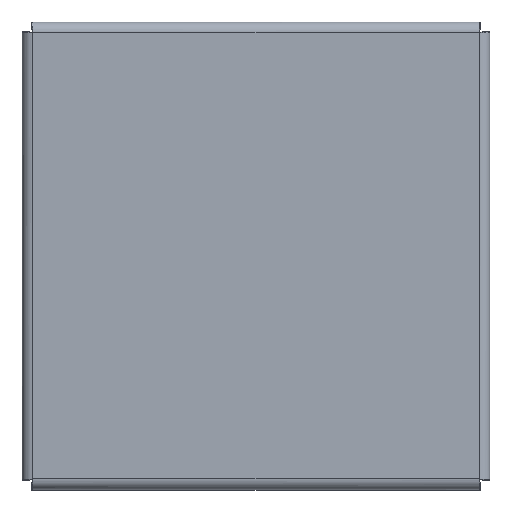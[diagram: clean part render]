
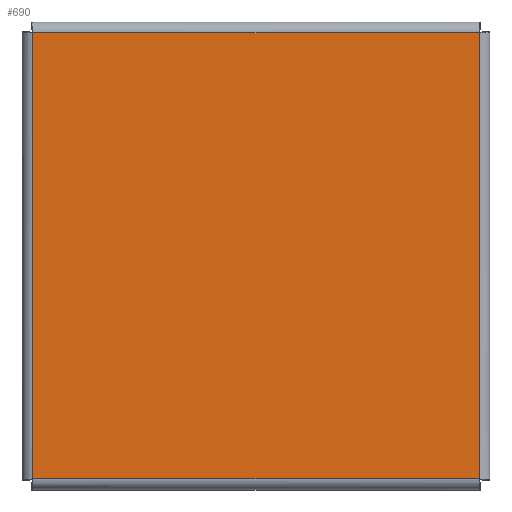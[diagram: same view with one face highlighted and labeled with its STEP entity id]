
A CAD part, top view. The second image highlights one B-rep face of the part: STEP entity #690.
In plain terms, the highlighted planar face has unit normal (0, 0, 1).
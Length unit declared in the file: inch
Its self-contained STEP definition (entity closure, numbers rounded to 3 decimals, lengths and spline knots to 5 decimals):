
#41=PLANE('',#735);
#60=LINE('',#917,#120);
#76=LINE('',#1019,#136);
#91=LINE('',#1119,#151);
#106=LINE('',#1218,#166);
#120=VECTOR('',#766,3.8135);
#136=VECTOR('',#796,3.8135);
#151=VECTOR('',#825,3.8135);
#166=VECTOR('',#854,3.8135);
#231=FACE_OUTER_BOUND('',#285,.T.);
#285=EDGE_LOOP('',(#587,#588,#589,#590));
#305=VERTEX_POINT('',#908);
#306=VERTEX_POINT('',#916);
#317=VERTEX_POINT('',#1011);
#327=VERTEX_POINT('',#1118);
#353=EDGE_CURVE('',#306,#305,#60,.T.);
#373=EDGE_CURVE('',#305,#317,#76,.T.);
#392=EDGE_CURVE('',#327,#306,#91,.T.);
#411=EDGE_CURVE('',#317,#327,#106,.T.);
#587=ORIENTED_EDGE('',*,*,#353,.T.);
#588=ORIENTED_EDGE('',*,*,#373,.T.);
#589=ORIENTED_EDGE('',*,*,#411,.T.);
#590=ORIENTED_EDGE('',*,*,#392,.T.);
#690=ADVANCED_FACE('',(#231),#41,.T.);
#735=AXIS2_PLACEMENT_3D('',#1304,#879,#880);
#766=DIRECTION('',(1.,0.,0.));
#796=DIRECTION('',(0.,1.,0.));
#825=DIRECTION('',(0.,-1.,0.));
#854=DIRECTION('',(-1.,0.,0.));
#879=DIRECTION('center_axis',(0.,0.,1.));
#880=DIRECTION('ref_axis',(1.,0.,0.));
#908=CARTESIAN_POINT('',(1.90675,-1.90675,0.062));
#916=CARTESIAN_POINT('',(-1.90675,-1.90675,0.062));
#917=CARTESIAN_POINT('',(-0.95338,-1.90675,0.062));
#1011=CARTESIAN_POINT('',(1.90675,1.90675,0.062));
#1019=CARTESIAN_POINT('',(1.90675,-0.95338,0.062));
#1118=CARTESIAN_POINT('',(-1.90675,1.90675,0.062));
#1119=CARTESIAN_POINT('',(-1.90675,0.95337,0.062));
#1218=CARTESIAN_POINT('',(0.95338,1.90675,0.062));
#1304=CARTESIAN_POINT('Origin',(0.,0.,
0.062));
